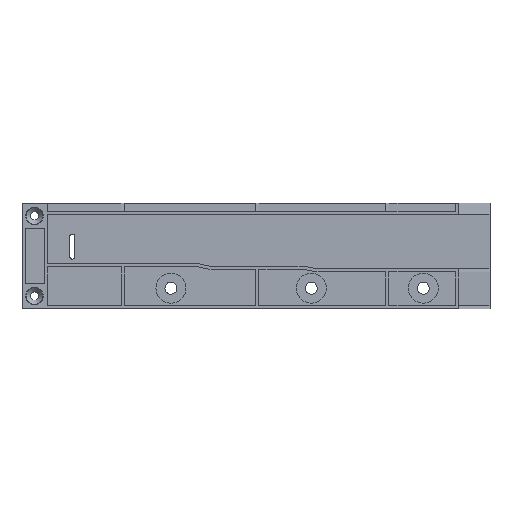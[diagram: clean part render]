
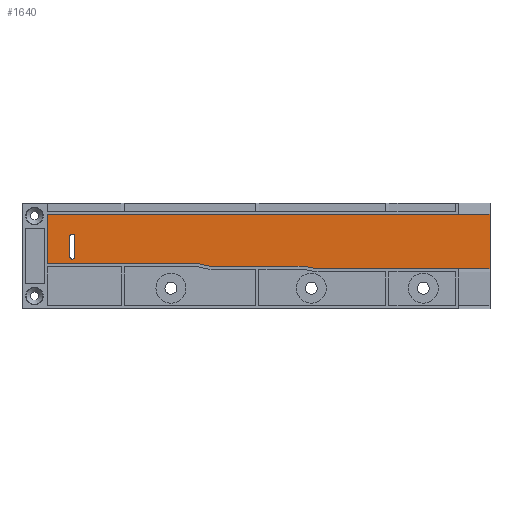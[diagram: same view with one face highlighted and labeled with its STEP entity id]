
A CAD part, left-side view. The second image highlights one B-rep face of the part: STEP entity #1640.
In plain terms, the highlighted planar face has unit normal (-1, 0, 0).
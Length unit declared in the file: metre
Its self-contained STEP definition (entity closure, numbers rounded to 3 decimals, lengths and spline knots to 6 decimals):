
#163=LINE('',#2547,#337);
#174=LINE('',#2603,#348);
#178=LINE('',#2610,#352);
#180=LINE('',#2614,#354);
#182=LINE('',#2618,#356);
#184=LINE('',#2622,#358);
#186=LINE('',#2626,#360);
#188=LINE('',#2629,#362);
#189=LINE('',#2634,#363);
#190=LINE('',#2638,#364);
#337=VECTOR('',#2041,1.);
#348=VECTOR('',#2070,1.);
#352=VECTOR('',#2076,1.);
#354=VECTOR('',#2080,1.);
#356=VECTOR('',#2084,1.);
#358=VECTOR('',#2088,1.);
#360=VECTOR('',#2092,1.);
#362=VECTOR('',#2096,1.);
#363=VECTOR('',#2101,1.);
#364=VECTOR('',#2104,1.);
#602=ORIENTED_EDGE('',*,*,#995,.F.);
#603=ORIENTED_EDGE('',*,*,#996,.F.);
#604=ORIENTED_EDGE('',*,*,#997,.F.);
#605=ORIENTED_EDGE('',*,*,#998,.T.);
#606=ORIENTED_EDGE('',*,*,#980,.F.);
#607=ORIENTED_EDGE('',*,*,#984,.T.);
#608=ORIENTED_EDGE('',*,*,#986,.F.);
#609=ORIENTED_EDGE('',*,*,#988,.T.);
#610=ORIENTED_EDGE('',*,*,#990,.F.);
#611=ORIENTED_EDGE('',*,*,#992,.T.);
#612=ORIENTED_EDGE('',*,*,#994,.F.);
#613=ORIENTED_EDGE('',*,*,#960,.F.);
#960=EDGE_CURVE('',#1155,#1156,#163,.T.);
#980=EDGE_CURVE('',#1169,#1155,#174,.T.);
#984=EDGE_CURVE('',#1169,#1170,#178,.T.);
#986=EDGE_CURVE('',#1171,#1170,#180,.T.);
#988=EDGE_CURVE('',#1171,#1172,#182,.T.);
#990=EDGE_CURVE('',#1173,#1172,#184,.T.);
#992=EDGE_CURVE('',#1173,#1174,#186,.T.);
#994=EDGE_CURVE('',#1156,#1174,#188,.T.);
#995=EDGE_CURVE('',#1175,#1176,#1218,.T.);
#996=EDGE_CURVE('',#1177,#1175,#189,.T.);
#997=EDGE_CURVE('',#1178,#1177,#1219,.T.);
#998=EDGE_CURVE('',#1178,#1176,#190,.T.);
#1155=VERTEX_POINT('',#2548);
#1156=VERTEX_POINT('',#2549);
#1169=VERTEX_POINT('',#2604);
#1170=VERTEX_POINT('',#2609);
#1171=VERTEX_POINT('',#2613);
#1172=VERTEX_POINT('',#2617);
#1173=VERTEX_POINT('',#2621);
#1174=VERTEX_POINT('',#2625);
#1175=VERTEX_POINT('',#2632);
#1176=VERTEX_POINT('',#2633);
#1177=VERTEX_POINT('',#2635);
#1178=VERTEX_POINT('',#2637);
#1218=CIRCLE('',#1773,0.001);
#1219=CIRCLE('',#1774,0.001);
#1288=EDGE_LOOP('',(#602,#603,#604,#605));
#1289=EDGE_LOOP('',(#606,#607,#608,#609,#610,#611,#612,#613));
#1434=FACE_BOUND('',#1288,.T.);
#1435=FACE_BOUND('',#1289,.T.);
#1561=PLANE('',#1772);
#1640=ADVANCED_FACE('',(#1434,#1435),#1561,.T.);
#1772=AXIS2_PLACEMENT_3D('',#2630,#2097,#2098);
#1773=AXIS2_PLACEMENT_3D('',#2631,#2099,#2100);
#1774=AXIS2_PLACEMENT_3D('',#2636,#2102,#2103);
#2041=DIRECTION('',(0.,0.,-1.));
#2070=DIRECTION('',(0.,-1.,0.));
#2076=DIRECTION('',(0.,0.,-1.));
#2080=DIRECTION('',(0.,1.,0.));
#2084=DIRECTION('',(0.,-0.976,-0.217));
#2088=DIRECTION('',(0.,1.,0.));
#2092=DIRECTION('',(0.,-0.976,-0.217));
#2096=DIRECTION('',(0.,1.,0.));
#2097=DIRECTION('',(-1.,0.,0.));
#2098=DIRECTION('',(0.,-1.,0.));
#2099=DIRECTION('',(-1.,0.,0.));
#2100=DIRECTION('',(0.,0.,1.));
#2101=DIRECTION('',(0.,0.,1.));
#2102=DIRECTION('',(-1.,0.,0.));
#2103=DIRECTION('',(0.,0.,1.));
#2104=DIRECTION('',(0.,0.,1.));
#2547=CARTESIAN_POINT('',(-0.0558,0.,0.021));
#2548=CARTESIAN_POINT('',(-0.0558,0.,0.0376));
#2549=CARTESIAN_POINT('',(-0.0558,0.,0.01585));
#2603=CARTESIAN_POINT('',(-0.0558,0.0885,0.0376));
#2604=CARTESIAN_POINT('',(-0.0558,0.177,0.0376));
#2609=CARTESIAN_POINT('',(-0.0558,0.177,0.01785));
#2610=CARTESIAN_POINT('',(-0.0558,0.177,0.0326));
#2613=CARTESIAN_POINT('',(-0.0558,0.11625,0.01785));
#2614=CARTESIAN_POINT('',(-0.0558,0.146625,0.01785));
#2617=CARTESIAN_POINT('',(-0.0558,0.11175,0.01685));
#2618=CARTESIAN_POINT('',(-0.0558,0.114,0.01735));
#2621=CARTESIAN_POINT('',(-0.0558,0.0739,0.01685));
#2622=CARTESIAN_POINT('',(-0.0558,0.092825,0.01685));
#2625=CARTESIAN_POINT('',(-0.0558,0.0694,0.01585));
#2626=CARTESIAN_POINT('',(-0.0558,0.07165,0.01635));
#2629=CARTESIAN_POINT('',(-0.0558,0.0347,0.01585));
#2630=CARTESIAN_POINT('',(-0.0558,0.0935,0.021));
#2631=CARTESIAN_POINT('',(-0.0558,0.1669,0.02875));
#2632=CARTESIAN_POINT('',(-0.0558,0.1659,0.02875));
#2633=CARTESIAN_POINT('',(-0.0558,0.1679,0.02875));
#2634=CARTESIAN_POINT('',(-0.0558,0.1659,0.02475));
#2635=CARTESIAN_POINT('',(-0.0558,0.1659,0.02075));
#2636=CARTESIAN_POINT('',(-0.0558,0.1669,0.02075));
#2637=CARTESIAN_POINT('',(-0.0558,0.1679,0.02075));
#2638=CARTESIAN_POINT('',(-0.0558,0.1679,0.02475));
